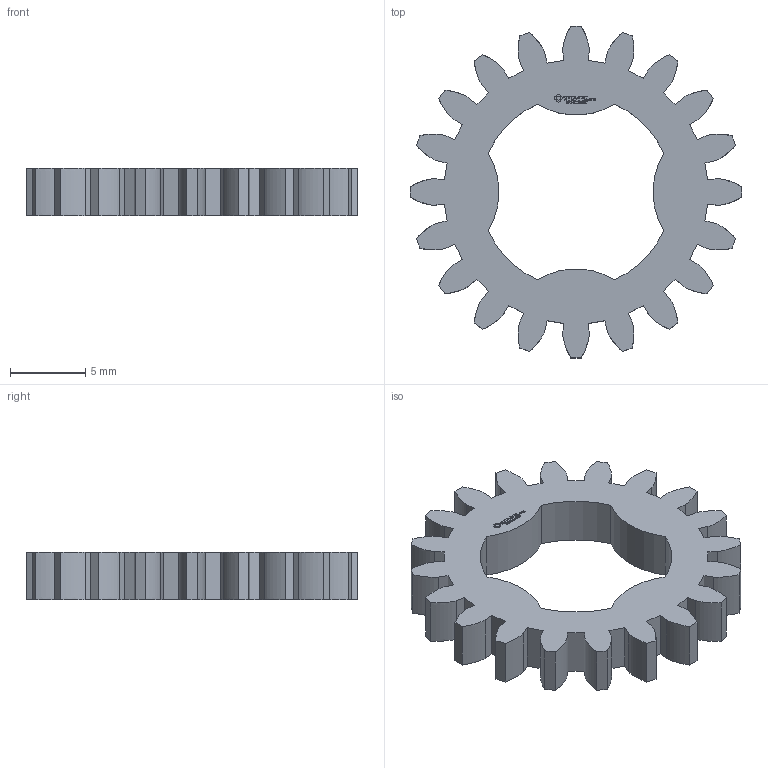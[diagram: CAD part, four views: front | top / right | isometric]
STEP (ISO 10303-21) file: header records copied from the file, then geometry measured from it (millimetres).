
FILE_DESCRIPTION(('FreeCAD Model'),'2;1');
FILE_NAME('Open CASCADE Shape Model','2024-03-09T17:48:17',(''),(''), 'Open CASCADE STEP processor 7.6','FreeCAD','Unknown');
FILE_SCHEMA(('AUTOMOTIVE_DESIGN { 1 0 10303 214 1 1 1 1 }'));
Length unit declared in the file: millimetre
Products named in the file (1): Gear Wheel PLN TTH20 BU00.25 SFT-SHD - SPN-GWH-0057 (stemfie.org)
Bounding box: 21.99 x 21.99 x 3.12 mm (x, y, z)
Volume: 614.8 mm3; surface area: 932 mm2
Topology: 1 solids, 1 shells, 580 faces, 1644 edges, 1096 vertices
Faces by surface type: plane 318, extrusion 254, cylinder 8
Entity records: 47813 total; most frequent: CARTESIAN_POINT 12569, DIRECTION 4840, VECTOR 4138, LINE 3884, ORIENTED_EDGE 3288, PCURVE 3288, DEFINITIONAL_REPRESENTATION 3288, EDGE_CURVE 1644
